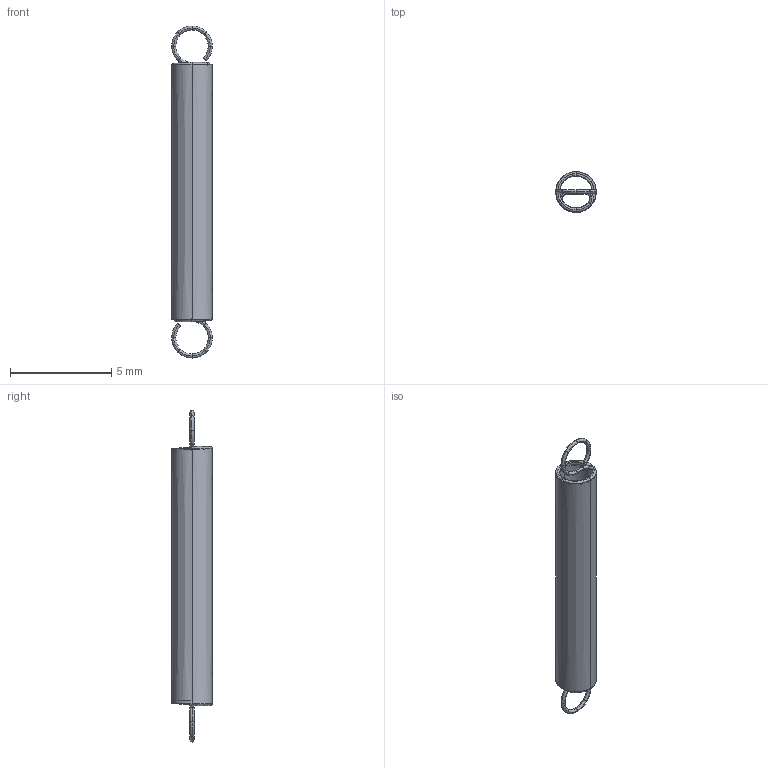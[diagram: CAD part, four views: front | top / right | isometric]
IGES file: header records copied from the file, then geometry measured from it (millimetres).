
Start section: DESIGNBASE IGES
Global section: file name: 22-B223.igs; native system: RICOH DESIGNBASE V15; preprocessor: IGES PREPROCESSOR V15; author: unknown; organization: unknown; date: 20140424.130458; units: millimetre
Bounding box: 2 x 2 x 16.4 mm (x, y, z)
Surface area: 160.4 mm2 (no closed solid volume)
Topology: 0 solids, 0 shells, 158 faces, 972 edges, 1338 vertices
Faces by surface type: bspline 138, plane 20
